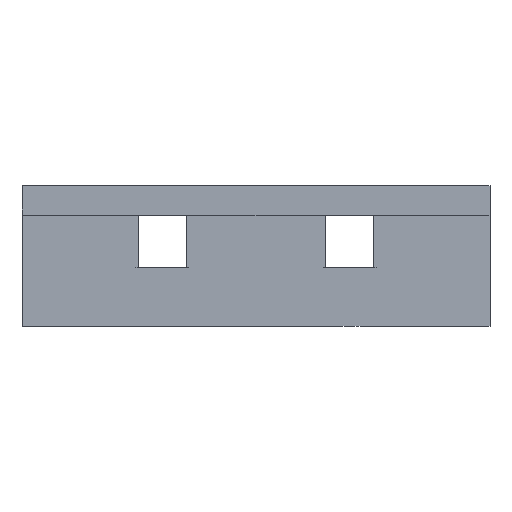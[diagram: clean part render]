
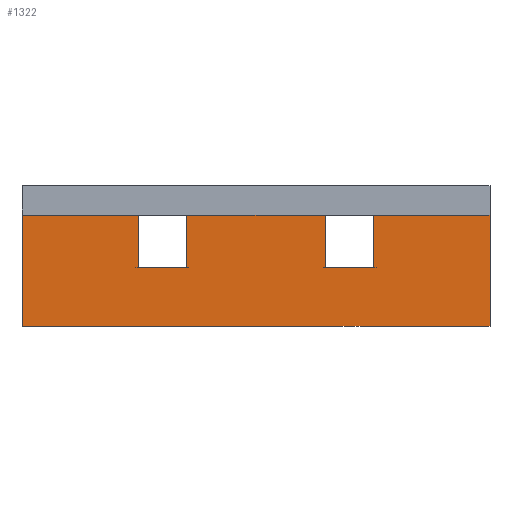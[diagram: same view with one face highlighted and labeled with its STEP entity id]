
A CAD part, left-side view. The second image highlights one B-rep face of the part: STEP entity #1322.
In plain terms, the highlighted planar face has unit normal (-1, 0, 0).
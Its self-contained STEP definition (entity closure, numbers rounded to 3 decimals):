
#1 = VECTOR ( 'NONE', #2207, 1000. ) ;
#18 = FACE_OUTER_BOUND ( 'NONE', #1507, .T. ) ;
#55 = LINE ( 'NONE', #2422, #1782 ) ;
#103 = CARTESIAN_POINT ( 'NONE',  ( -12., 20., -7. ) ) ;
#117 = CARTESIAN_POINT ( 'NONE',  ( -12., -10.062, -19.728 ) ) ;
#122 = VERTEX_POINT ( 'NONE', #2111 ) ;
#125 = LINE ( 'NONE', #117, #1128 ) ;
#198 = LINE ( 'NONE', #255, #2340 ) ;
#209 = ORIENTED_EDGE ( 'NONE', *, *, #2507, .F. ) ;
#233 = LINE ( 'NONE', #2663, #722 ) ;
#241 = DIRECTION ( 'NONE',  ( 0., -1., 0. ) ) ;
#255 = CARTESIAN_POINT ( 'NONE',  ( -12., 20., -2.5 ) ) ;
#273 = VERTEX_POINT ( 'NONE', #2374 ) ;
#335 = DIRECTION ( 'NONE',  ( 0., 1., 0. ) ) ;
#343 = VERTEX_POINT ( 'NONE', #1001 ) ;
#349 = ORIENTED_EDGE ( 'NONE', *, *, #1441, .F. ) ;
#357 = CARTESIAN_POINT ( 'NONE',  ( -12., 10.062, -19.728 ) ) ;
#360 = CARTESIAN_POINT ( 'NONE',  ( -12., -20., -12. ) ) ;
#464 = VERTEX_POINT ( 'NONE', #2706 ) ;
#471 = VERTEX_POINT ( 'NONE', #2253 ) ;
#558 = ORIENTED_EDGE ( 'NONE', *, *, #1113, .T. ) ;
#595 = DIRECTION ( 'NONE',  ( 0., 0., 1. ) ) ;
#620 = CARTESIAN_POINT ( 'NONE',  ( -12., 20., -2.5 ) ) ;
#630 = VECTOR ( 'NONE', #890, 1000. ) ;
#642 = ORIENTED_EDGE ( 'NONE', *, *, #1719, .T. ) ;
#660 = ORIENTED_EDGE ( 'NONE', *, *, #987, .F. ) ;
#664 = AXIS2_PLACEMENT_3D ( 'NONE', #620, #2488, #2693 ) ;
#722 = VECTOR ( 'NONE', #2431, 1000. ) ;
#723 = DIRECTION ( 'NONE',  ( 0., -1., 0. ) ) ;
#786 = VERTEX_POINT ( 'NONE', #2476 ) ;
#802 = VECTOR ( 'NONE', #241, 1000. ) ;
#888 = VERTEX_POINT ( 'NONE', #1034 ) ;
#890 = DIRECTION ( 'NONE',  ( 0., -1., 0. ) ) ;
#891 = ORIENTED_EDGE ( 'NONE', *, *, #1149, .T. ) ;
#953 = ORIENTED_EDGE ( 'NONE', *, *, #2235, .T. ) ;
#970 = CARTESIAN_POINT ( 'NONE',  ( -12., -5.938, -7. ) ) ;
#987 = EDGE_CURVE ( 'NONE', #888, #122, #1634, .T. ) ;
#989 = CARTESIAN_POINT ( 'NONE',  ( -12., 10.062, -2.5 ) ) ;
#1001 = CARTESIAN_POINT ( 'NONE',  ( -12., 20., -2.5 ) ) ;
#1034 = CARTESIAN_POINT ( 'NONE',  ( -12., -10.062, -2.5 ) ) ;
#1070 = CARTESIAN_POINT ( 'NONE',  ( -12., 20., -2.5 ) ) ;
#1113 = EDGE_CURVE ( 'NONE', #786, #1204, #1501, .T. ) ;
#1128 = VECTOR ( 'NONE', #2177, 1000. ) ;
#1149 = EDGE_CURVE ( 'NONE', #1526, #1206, #1948, .T. ) ;
#1158 = DIRECTION ( 'NONE',  ( 0., 0., 1. ) ) ;
#1204 = VERTEX_POINT ( 'NONE', #360 ) ;
#1206 = VERTEX_POINT ( 'NONE', #970 ) ;
#1322 = ADVANCED_FACE ( 'NONE', ( #18 ), #1824, .F. ) ;
#1347 = CARTESIAN_POINT ( 'NONE',  ( -12., -5.938, -19.728 ) ) ;
#1364 = VERTEX_POINT ( 'NONE', #1651 ) ;
#1380 = ORIENTED_EDGE ( 'NONE', *, *, #1904, .F. ) ;
#1418 = LINE ( 'NONE', #1070, #802 ) ;
#1441 = EDGE_CURVE ( 'NONE', #343, #1701, #1418, .T. ) ;
#1501 = LINE ( 'NONE', #1949, #1528 ) ;
#1507 = EDGE_LOOP ( 'NONE', ( #891, #2174, #1380, #1982, #1760, #953, #349, #209, #558, #642, #660, #1893 ) ) ;
#1526 = VERTEX_POINT ( 'NONE', #1688 ) ;
#1528 = VECTOR ( 'NONE', #723, 1000. ) ;
#1559 = VECTOR ( 'NONE', #595, 1000. ) ;
#1629 = CARTESIAN_POINT ( 'NONE',  ( -12., -20., -2.5 ) ) ;
#1634 = LINE ( 'NONE', #2556, #630 ) ;
#1651 = CARTESIAN_POINT ( 'NONE',  ( -12., 10.062, -7. ) ) ;
#1659 = VECTOR ( 'NONE', #2205, 1000. ) ;
#1688 = CARTESIAN_POINT ( 'NONE',  ( -12., -10.062, -7. ) ) ;
#1701 = VERTEX_POINT ( 'NONE', #989 ) ;
#1719 = EDGE_CURVE ( 'NONE', #1204, #122, #2025, .T. ) ;
#1760 = ORIENTED_EDGE ( 'NONE', *, *, #2468, .T. ) ;
#1777 = CARTESIAN_POINT ( 'NONE',  ( -12., 20., -7. ) ) ;
#1782 = VECTOR ( 'NONE', #1158, 1000. ) ;
#1792 = VECTOR ( 'NONE', #2023, 1000. ) ;
#1824 = PLANE ( 'NONE',  #664 ) ;
#1893 = ORIENTED_EDGE ( 'NONE', *, *, #2413, .T. ) ;
#1904 = EDGE_CURVE ( 'NONE', #464, #471, #198, .T. ) ;
#1913 = LINE ( 'NONE', #103, #2052 ) ;
#1948 = LINE ( 'NONE', #1777, #1 ) ;
#1949 = CARTESIAN_POINT ( 'NONE',  ( -12., 20., -12. ) ) ;
#1982 = ORIENTED_EDGE ( 'NONE', *, *, #2568, .T. ) ;
#2023 = DIRECTION ( 'NONE',  ( 0., 0., 1. ) ) ;
#2025 = LINE ( 'NONE', #1629, #1792 ) ;
#2052 = VECTOR ( 'NONE', #335, 1000. ) ;
#2111 = CARTESIAN_POINT ( 'NONE',  ( -12., -20., -2.5 ) ) ;
#2174 = ORIENTED_EDGE ( 'NONE', *, *, #2366, .T. ) ;
#2177 = DIRECTION ( 'NONE',  ( 0., 0., -1. ) ) ;
#2205 = DIRECTION ( 'NONE',  ( 0., 0., 1. ) ) ;
#2207 = DIRECTION ( 'NONE',  ( 0., 1., 0. ) ) ;
#2235 = EDGE_CURVE ( 'NONE', #1364, #1701, #2477, .T. ) ;
#2253 = CARTESIAN_POINT ( 'NONE',  ( -12., -5.938, -2.5 ) ) ;
#2340 = VECTOR ( 'NONE', #2555, 1000. ) ;
#2366 = EDGE_CURVE ( 'NONE', #1206, #471, #2675, .T. ) ;
#2374 = CARTESIAN_POINT ( 'NONE',  ( -12., 5.938, -7. ) ) ;
#2413 = EDGE_CURVE ( 'NONE', #888, #1526, #125, .T. ) ;
#2422 = CARTESIAN_POINT ( 'NONE',  ( -12., 20., -2.5 ) ) ;
#2431 = DIRECTION ( 'NONE',  ( 0., 0., -1. ) ) ;
#2468 = EDGE_CURVE ( 'NONE', #273, #1364, #1913, .T. ) ;
#2476 = CARTESIAN_POINT ( 'NONE',  ( -12., 20., -12. ) ) ;
#2477 = LINE ( 'NONE', #357, #1659 ) ;
#2488 = DIRECTION ( 'NONE',  ( 1., 0., 0. ) ) ;
#2507 = EDGE_CURVE ( 'NONE', #786, #343, #55, .T. ) ;
#2555 = DIRECTION ( 'NONE',  ( 0., -1., 0. ) ) ;
#2556 = CARTESIAN_POINT ( 'NONE',  ( -12., 20., -2.5 ) ) ;
#2568 = EDGE_CURVE ( 'NONE', #464, #273, #233, .T. ) ;
#2663 = CARTESIAN_POINT ( 'NONE',  ( -12., 5.938, -19.728 ) ) ;
#2675 = LINE ( 'NONE', #1347, #1559 ) ;
#2693 = DIRECTION ( 'NONE',  ( 0., 0., -1. ) ) ;
#2706 = CARTESIAN_POINT ( 'NONE',  ( -12., 5.938, -2.5 ) ) ;
